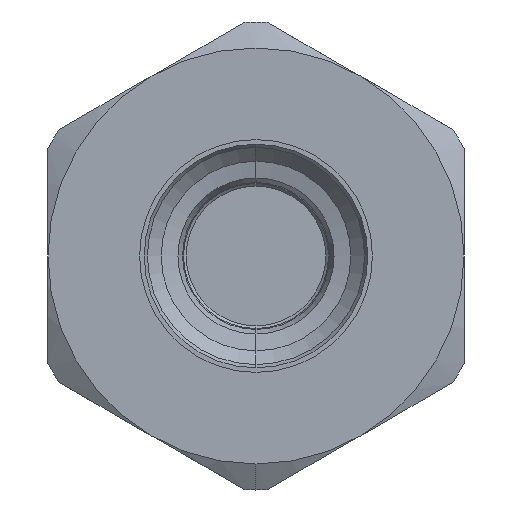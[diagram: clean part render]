
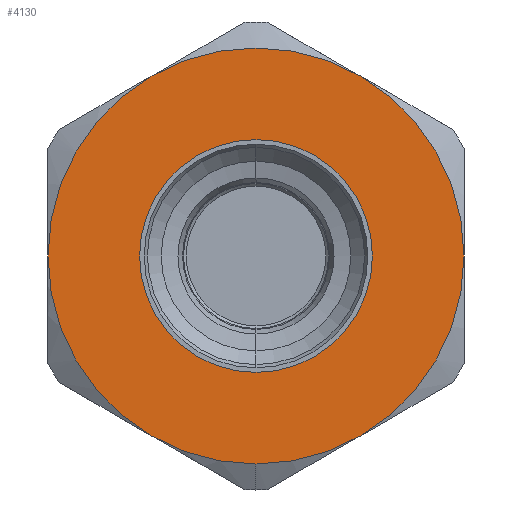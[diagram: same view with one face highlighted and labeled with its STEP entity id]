
A CAD part, left-side view. The second image highlights one B-rep face of the part: STEP entity #4130.
In plain terms, the highlighted planar face has unit normal (-1, 0, 0).
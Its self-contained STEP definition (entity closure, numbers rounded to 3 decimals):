
#26 = EDGE_CURVE ( 'NONE', #1109, #4943, #1009, .T. ) ;
#48 = EDGE_LOOP ( 'NONE', ( #311, #2967 ) ) ;
#67 = CARTESIAN_POINT ( 'NONE',  ( 0., 0., 0. ) ) ;
#311 = ORIENTED_EDGE ( 'NONE', *, *, #26, .F. ) ;
#360 = CARTESIAN_POINT ( 'NONE',  ( 0., 0., 0. ) ) ;
#496 = AXIS2_PLACEMENT_3D ( 'NONE', #703, #2651, #6115 ) ;
#556 = DIRECTION ( 'NONE',  ( 1., 0., 0. ) ) ;
#703 = CARTESIAN_POINT ( 'NONE',  ( 0., 0., 0. ) ) ;
#727 = AXIS2_PLACEMENT_3D ( 'NONE', #749, #5140, #4678 ) ;
#749 = CARTESIAN_POINT ( 'NONE',  ( 0., 0., 0. ) ) ;
#869 = DIRECTION ( 'NONE',  ( 0., 0., 1. ) ) ;
#933 = AXIS2_PLACEMENT_3D ( 'NONE', #4692, #3206, #3147 ) ;
#1009 = CIRCLE ( 'NONE', #3188, 8.955 ) ;
#1109 = VERTEX_POINT ( 'NONE', #1849 ) ;
#1138 = DIRECTION ( 'NONE',  ( -1., 0., 0. ) ) ;
#1162 = CARTESIAN_POINT ( 'NONE',  ( 0., 0., -16. ) ) ;
#1182 = ORIENTED_EDGE ( 'NONE', *, *, #2520, .T. ) ;
#1188 = ORIENTED_EDGE ( 'NONE', *, *, #2690, .T. ) ;
#1458 = CARTESIAN_POINT ( 'NONE',  ( 0., 0., 0. ) ) ;
#1588 = VERTEX_POINT ( 'NONE', #3074 ) ;
#1626 = CARTESIAN_POINT ( 'NONE',  ( 0., 8., -13.856 ) ) ;
#1689 = CARTESIAN_POINT ( 'NONE',  ( 0., 8., 13.856 ) ) ;
#1849 = CARTESIAN_POINT ( 'NONE',  ( 0., 0., 8.955 ) ) ;
#2069 = EDGE_CURVE ( 'NONE', #4534, #2860, #6125, .T. ) ;
#2150 = VERTEX_POINT ( 'NONE', #4483 ) ;
#2295 = FACE_OUTER_BOUND ( 'NONE', #6281, .T. ) ;
#2313 = CIRCLE ( 'NONE', #496, 16. ) ;
#2382 = DIRECTION ( 'NONE',  ( 0., 0., 1. ) ) ;
#2385 = AXIS2_PLACEMENT_3D ( 'NONE', #3905, #556, #4310 ) ;
#2499 = VERTEX_POINT ( 'NONE', #6068 ) ;
#2504 = ORIENTED_EDGE ( 'NONE', *, *, #4371, .T. ) ;
#2520 = EDGE_CURVE ( 'NONE', #2860, #5258, #2313, .T. ) ;
#2529 = CARTESIAN_POINT ( 'NONE',  ( 0., 0., 0. ) ) ;
#2649 = EDGE_CURVE ( 'NONE', #1588, #2733, #3515, .T. ) ;
#2651 = DIRECTION ( 'NONE',  ( -1., 0., 0. ) ) ;
#2690 = EDGE_CURVE ( 'NONE', #2733, #2499, #4225, .T. ) ;
#2733 = VERTEX_POINT ( 'NONE', #1689 ) ;
#2743 = DIRECTION ( 'NONE',  ( -1., 0., 0. ) ) ;
#2755 = AXIS2_PLACEMENT_3D ( 'NONE', #2529, #1138, #5025 ) ;
#2757 = CARTESIAN_POINT ( 'NONE',  ( 0., 0., -8.955 ) ) ;
#2860 = VERTEX_POINT ( 'NONE', #1162 ) ;
#2887 = EDGE_CURVE ( 'NONE', #2499, #4534, #6320, .T. ) ;
#2967 = ORIENTED_EDGE ( 'NONE', *, *, #3885, .F. ) ;
#3074 = CARTESIAN_POINT ( 'NONE',  ( 0., -8., 13.856 ) ) ;
#3076 = CARTESIAN_POINT ( 'NONE',  ( 0., -8., -13.856 ) ) ;
#3147 = DIRECTION ( 'NONE',  ( 0., 0., 1. ) ) ;
#3188 = AXIS2_PLACEMENT_3D ( 'NONE', #4494, #2743, #4777 ) ;
#3206 = DIRECTION ( 'NONE',  ( -1., 0., 0. ) ) ;
#3264 = ORIENTED_EDGE ( 'NONE', *, *, #5497, .T. ) ;
#3282 = AXIS2_PLACEMENT_3D ( 'NONE', #1458, #4147, #5400 ) ;
#3515 = CIRCLE ( 'NONE', #727, 16. ) ;
#3677 = AXIS2_PLACEMENT_3D ( 'NONE', #4543, #4922, #4119 ) ;
#3793 = DIRECTION ( 'NONE',  ( -1., 0., 0. ) ) ;
#3885 = EDGE_CURVE ( 'NONE', #4943, #1109, #3968, .T. ) ;
#3905 = CARTESIAN_POINT ( 'NONE',  ( 0., 8.955, 0. ) ) ;
#3939 = ORIENTED_EDGE ( 'NONE', *, *, #2649, .T. ) ;
#3968 = CIRCLE ( 'NONE', #3282, 8.955 ) ;
#4119 = DIRECTION ( 'NONE',  ( 0., 0., 1. ) ) ;
#4130 = ADVANCED_FACE ( 'NONE', ( #6175, #2295 ), #5490, .F. ) ;
#4147 = DIRECTION ( 'NONE',  ( -1., 0., 0. ) ) ;
#4225 = CIRCLE ( 'NONE', #3677, 16. ) ;
#4310 = DIRECTION ( 'NONE',  ( 0., 0., -1. ) ) ;
#4371 = EDGE_CURVE ( 'NONE', #5258, #2150, #5781, .T. ) ;
#4483 = CARTESIAN_POINT ( 'NONE',  ( 0., -16., 0. ) ) ;
#4494 = CARTESIAN_POINT ( 'NONE',  ( 0., 0., 0. ) ) ;
#4534 = VERTEX_POINT ( 'NONE', #1626 ) ;
#4543 = CARTESIAN_POINT ( 'NONE',  ( 0., 0., 0. ) ) ;
#4553 = AXIS2_PLACEMENT_3D ( 'NONE', #360, #3793, #869 ) ;
#4678 = DIRECTION ( 'NONE',  ( 0., 0., 1. ) ) ;
#4692 = CARTESIAN_POINT ( 'NONE',  ( 0., 0., 0. ) ) ;
#4777 = DIRECTION ( 'NONE',  ( 0., 0., 1. ) ) ;
#4922 = DIRECTION ( 'NONE',  ( -1., 0., 0. ) ) ;
#4943 = VERTEX_POINT ( 'NONE', #2757 ) ;
#5025 = DIRECTION ( 'NONE',  ( 0., 0., 1. ) ) ;
#5140 = DIRECTION ( 'NONE',  ( -1., 0., 0. ) ) ;
#5212 = AXIS2_PLACEMENT_3D ( 'NONE', #67, #5237, #2382 ) ;
#5237 = DIRECTION ( 'NONE',  ( -1., 0., 0. ) ) ;
#5258 = VERTEX_POINT ( 'NONE', #3076 ) ;
#5378 = CIRCLE ( 'NONE', #4553, 16. ) ;
#5400 = DIRECTION ( 'NONE',  ( 0., 0., 1. ) ) ;
#5490 = PLANE ( 'NONE',  #2385 ) ;
#5497 = EDGE_CURVE ( 'NONE', #2150, #1588, #5378, .T. ) ;
#5579 = ORIENTED_EDGE ( 'NONE', *, *, #2887, .T. ) ;
#5781 = CIRCLE ( 'NONE', #5212, 16. ) ;
#6068 = CARTESIAN_POINT ( 'NONE',  ( 0., 16., 0. ) ) ;
#6115 = DIRECTION ( 'NONE',  ( 0., 0., 1. ) ) ;
#6125 = CIRCLE ( 'NONE', #2755, 16. ) ;
#6175 = FACE_BOUND ( 'NONE', #48, .T. ) ;
#6251 = ORIENTED_EDGE ( 'NONE', *, *, #2069, .T. ) ;
#6281 = EDGE_LOOP ( 'NONE', ( #1188, #5579, #6251, #1182, #2504, #3264, #3939 ) ) ;
#6320 = CIRCLE ( 'NONE', #933, 16. ) ;
